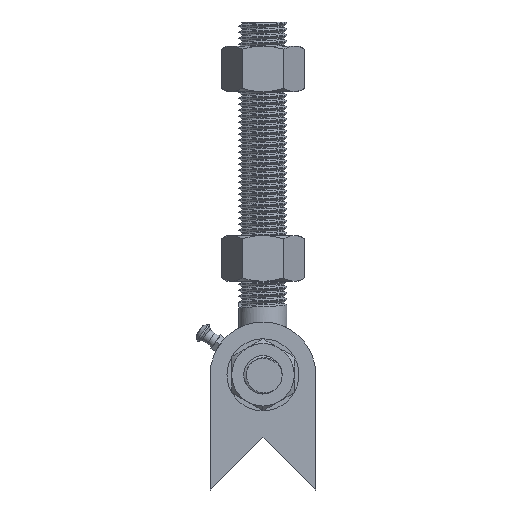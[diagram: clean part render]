
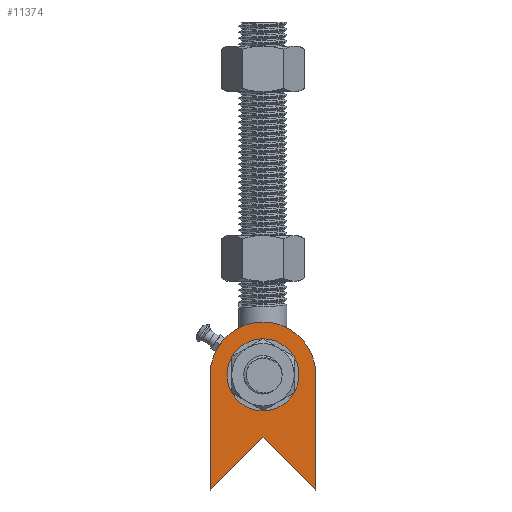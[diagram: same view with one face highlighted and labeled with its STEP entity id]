
A CAD part, front view. The second image highlights one B-rep face of the part: STEP entity #11374.
In plain terms, the highlighted planar face has unit normal (0, -1, 0).
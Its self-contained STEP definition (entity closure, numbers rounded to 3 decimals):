
#476 = AXIS2_PLACEMENT_3D ( 'NONE', #23317, #10465, #6677 ) ;
#1123 = DIRECTION ( 'NONE',  ( 0., 0., 1. ) ) ;
#1197 = DIRECTION ( 'NONE',  ( 0., 0., 1. ) ) ;
#2079 = ORIENTED_EDGE ( 'NONE', *, *, #19024, .F. ) ;
#2185 = VERTEX_POINT ( 'NONE', #20740 ) ;
#2422 = CIRCLE ( 'NONE', #19905, 22. ) ;
#2557 = ORIENTED_EDGE ( 'NONE', *, *, #5353, .F. ) ;
#2663 = CARTESIAN_POINT ( 'NONE',  ( 22., -62., -48. ) ) ;
#2948 = ORIENTED_EDGE ( 'NONE', *, *, #6909, .F. ) ;
#3121 = VERTEX_POINT ( 'NONE', #9592 ) ;
#3854 = DIRECTION ( 'NONE',  ( -0.707, 0., -0.707 ) ) ;
#4105 = VERTEX_POINT ( 'NONE', #23507 ) ;
#4490 = LINE ( 'NONE', #22955, #13679 ) ;
#4544 = VERTEX_POINT ( 'NONE', #6846 ) ;
#4985 = CARTESIAN_POINT ( 'NONE',  ( 0., -62., 0. ) ) ;
#4989 = FACE_BOUND ( 'NONE', #9176, .T. ) ;
#5353 = EDGE_CURVE ( 'NONE', #16774, #4544, #10211, .T. ) ;
#5653 = EDGE_CURVE ( 'NONE', #20600, #2185, #9463, .T. ) ;
#6677 = DIRECTION ( 'NONE',  ( 0., 0., 1. ) ) ;
#6846 = CARTESIAN_POINT ( 'NONE',  ( 22., -62., -48. ) ) ;
#6909 = EDGE_CURVE ( 'NONE', #3121, #4105, #2422, .T. ) ;
#7838 = CIRCLE ( 'NONE', #21416, 10. ) ;
#7857 = CIRCLE ( 'NONE', #476, 22. ) ;
#8341 = ORIENTED_EDGE ( 'NONE', *, *, #17136, .F. ) ;
#9176 = EDGE_LOOP ( 'NONE', ( #21707, #9820 ) ) ;
#9418 = VECTOR ( 'NONE', #20997, 1000. ) ;
#9463 = LINE ( 'NONE', #16862, #12532 ) ;
#9592 = CARTESIAN_POINT ( 'NONE',  ( -22., -62., 0. ) ) ;
#9820 = ORIENTED_EDGE ( 'NONE', *, *, #23822, .T. ) ;
#10076 = EDGE_CURVE ( 'NONE', #17508, #16536, #16848, .T. ) ;
#10211 = LINE ( 'NONE', #2663, #9418 ) ;
#10326 = CARTESIAN_POINT ( 'NONE',  ( 0., -62., 0. ) ) ;
#10465 = DIRECTION ( 'NONE',  ( 0., 1., 0. ) ) ;
#10484 = PLANE ( 'NONE',  #20733 ) ;
#10761 = ORIENTED_EDGE ( 'NONE', *, *, #17137, .F. ) ;
#11374 = ADVANCED_FACE ( 'NONE', ( #4989, #12531 ), #10484, .F. ) ;
#12460 = DIRECTION ( 'NONE',  ( 0., 0., 1. ) ) ;
#12531 = FACE_OUTER_BOUND ( 'NONE', #21593, .T. ) ;
#12532 = VECTOR ( 'NONE', #3854, 1000. ) ;
#12824 = LINE ( 'NONE', #14417, #18130 ) ;
#13196 = DIRECTION ( 'NONE',  ( 0., 0., 1. ) ) ;
#13437 = CARTESIAN_POINT ( 'NONE',  ( 0., -62., 0. ) ) ;
#13679 = VECTOR ( 'NONE', #23203, 1000. ) ;
#14417 = CARTESIAN_POINT ( 'NONE',  ( -22., -62., 0. ) ) ;
#15028 = DIRECTION ( 'NONE',  ( 0., 1., 0. ) ) ;
#16051 = DIRECTION ( 'NONE',  ( 0., 1., 0. ) ) ;
#16536 = VERTEX_POINT ( 'NONE', #17425 ) ;
#16774 = VERTEX_POINT ( 'NONE', #20186 ) ;
#16848 = CIRCLE ( 'NONE', #17220, 10. ) ;
#16862 = CARTESIAN_POINT ( 'NONE',  ( -22., -62., -48. ) ) ;
#17136 = EDGE_CURVE ( 'NONE', #4105, #16774, #7857, .T. ) ;
#17137 = EDGE_CURVE ( 'NONE', #4544, #20600, #4490, .T. ) ;
#17220 = AXIS2_PLACEMENT_3D ( 'NONE', #4985, #16051, #17869 ) ;
#17425 = CARTESIAN_POINT ( 'NONE',  ( 0., -62., -10. ) ) ;
#17508 = VERTEX_POINT ( 'NONE', #18813 ) ;
#17869 = DIRECTION ( 'NONE',  ( 0., 0., 1. ) ) ;
#18130 = VECTOR ( 'NONE', #12460, 1000. ) ;
#18813 = CARTESIAN_POINT ( 'NONE',  ( 0., -62., 10. ) ) ;
#19024 = EDGE_CURVE ( 'NONE', #2185, #3121, #12824, .T. ) ;
#19129 = ORIENTED_EDGE ( 'NONE', *, *, #5653, .F. ) ;
#19812 = CARTESIAN_POINT ( 'NONE',  ( 0., -62., 0. ) ) ;
#19905 = AXIS2_PLACEMENT_3D ( 'NONE', #13437, #15028, #13196 ) ;
#19940 = DIRECTION ( 'NONE',  ( 0., 1., 0. ) ) ;
#20186 = CARTESIAN_POINT ( 'NONE',  ( 22., -62., 0. ) ) ;
#20600 = VERTEX_POINT ( 'NONE', #22243 ) ;
#20733 = AXIS2_PLACEMENT_3D ( 'NONE', #19812, #19940, #1123 ) ;
#20740 = CARTESIAN_POINT ( 'NONE',  ( -22., -62., -48. ) ) ;
#20997 = DIRECTION ( 'NONE',  ( 0., 0., -1. ) ) ;
#21416 = AXIS2_PLACEMENT_3D ( 'NONE', #10326, #23296, #1197 ) ;
#21593 = EDGE_LOOP ( 'NONE', ( #2948, #2079, #19129, #10761, #2557, #8341 ) ) ;
#21707 = ORIENTED_EDGE ( 'NONE', *, *, #10076, .T. ) ;
#22243 = CARTESIAN_POINT ( 'NONE',  ( 0., -62., -26. ) ) ;
#22955 = CARTESIAN_POINT ( 'NONE',  ( 0., -62., -26. ) ) ;
#23203 = DIRECTION ( 'NONE',  ( -0.707, 0., 0.707 ) ) ;
#23296 = DIRECTION ( 'NONE',  ( 0., 1., 0. ) ) ;
#23317 = CARTESIAN_POINT ( 'NONE',  ( 0., -62., 0. ) ) ;
#23507 = CARTESIAN_POINT ( 'NONE',  ( 0., -62., 22. ) ) ;
#23822 = EDGE_CURVE ( 'NONE', #16536, #17508, #7838, .T. ) ;
